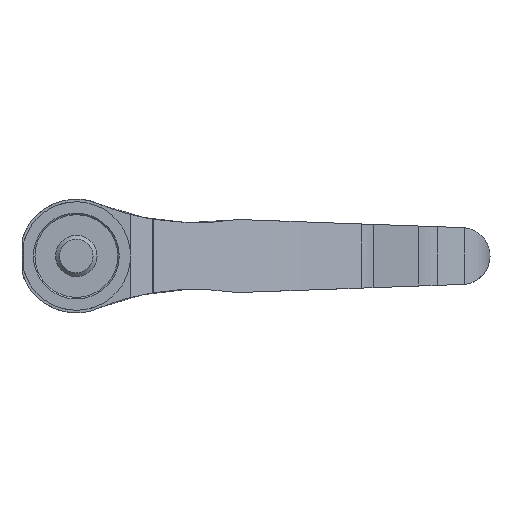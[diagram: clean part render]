
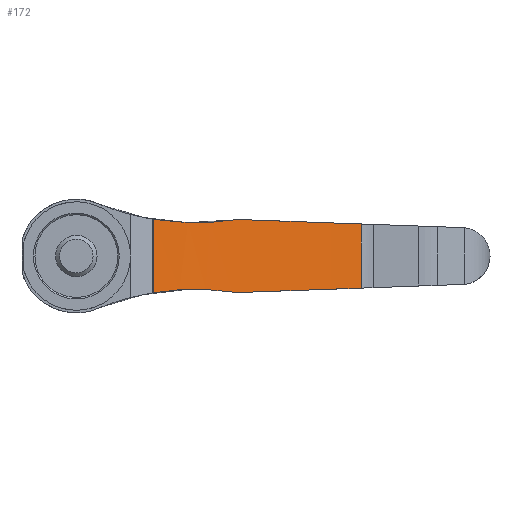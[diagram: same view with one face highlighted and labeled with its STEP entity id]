
A CAD part, front view. The second image highlights one B-rep face of the part: STEP entity #172.
In plain terms, the highlighted cylindrical face has radius 214.45 mm (diameter 428.9 mm), a partial arc.
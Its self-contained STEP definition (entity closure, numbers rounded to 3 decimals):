
#172 = ADVANCED_FACE( '', ( #360 ), #361, .F. );
#360 = FACE_OUTER_BOUND( '', #551, .T. );
#361 = CYLINDRICAL_SURFACE( '', #552, 214.45 );
#551 = EDGE_LOOP( '', ( #974, #975, #976, #977, #978, #979, #980, #981 ) );
#552 = AXIS2_PLACEMENT_3D( '', #982, #983, #984 );
#974 = ORIENTED_EDGE( '', *, *, #1189, .T. );
#975 = ORIENTED_EDGE( '', *, *, #1209, .T. );
#976 = ORIENTED_EDGE( '', *, *, #1227, .F. );
#977 = ORIENTED_EDGE( '', *, *, #1125, .T. );
#978 = ORIENTED_EDGE( '', *, *, #1185, .T. );
#979 = ORIENTED_EDGE( '', *, *, #1235, .F. );
#980 = ORIENTED_EDGE( '', *, *, #1065, .T. );
#981 = ORIENTED_EDGE( '', *, *, #1131, .F. );
#982 = CARTESIAN_POINT( '', ( 111.591, -165.123, 22. ) );
#983 = DIRECTION( '', ( 0., 0., 1. ) );
#984 = DIRECTION( '', ( -1., 0., 0. ) );
#1065 = EDGE_CURVE( '', #1249, #1250, #1251, .T. );
#1125 = EDGE_CURVE( '', #1354, #1352, #1355, .F. );
#1131 = EDGE_CURVE( '', #1363, #1250, #1365, .T. );
#1185 = EDGE_CURVE( '', #1352, #1444, #1445, .T. );
#1189 = EDGE_CURVE( '', #1363, #1450, #1451, .T. );
#1209 = EDGE_CURVE( '', #1450, #1475, #1477, .F. );
#1227 = EDGE_CURVE( '', #1354, #1475, #1500, .T. );
#1235 = EDGE_CURVE( '', #1249, #1444, #1509, .T. );
#1249 = VERTEX_POINT( '', #1523 );
#1250 = VERTEX_POINT( '', #1524 );
#1251 = LINE( '', #1525, #1526 );
#1352 = VERTEX_POINT( '', #1731 );
#1354 = VERTEX_POINT( '', #1734 );
#1355 = ELLIPSE( '', #1735, 214.59, 214.45 );
#1363 = VERTEX_POINT( '', #1744 );
#1365 = B_SPLINE_CURVE_WITH_KNOTS( '', 3, ( #1747, #1748, #1749, #1750, #1751, #1752 ), .UNSPECIFIED., .F., .F., ( 4, 2, 4 ), ( 0., 0.008, 0.017 ), .UNSPECIFIED. );
#1444 = VERTEX_POINT( '', #1939 );
#1445 = B_SPLINE_CURVE_WITH_KNOTS( '', 3, ( #1940, #1941, #1942, #1943 ), .UNSPECIFIED., .F., .F., ( 4, 4 ), ( 0., 0.002 ), .UNSPECIFIED. );
#1450 = VERTEX_POINT( '', #1952 );
#1451 = B_SPLINE_CURVE_WITH_KNOTS( '', 3, ( #1953, #1954, #1955, #1956 ), .UNSPECIFIED., .F., .F., ( 4, 4 ), ( 0., 0.002 ), .UNSPECIFIED. );
#1475 = VERTEX_POINT( '', #1992 );
#1477 = ELLIPSE( '', #1994, 214.59, 214.45 );
#1500 = LINE( '', #2070, #2071 );
#1509 = B_SPLINE_CURVE_WITH_KNOTS( '', 3, ( #2081, #2082, #2083, #2084, #2085, #2086 ), .UNSPECIFIED., .F., .F., ( 4, 2, 4 ), ( 0., 0.008, 0.017 ), .UNSPECIFIED. );
#1523 = CARTESIAN_POINT( '', ( 14.882, 26.283, 7.096 ) );
#1524 = CARTESIAN_POINT( '', ( 14.882, 26.283, -7.096 ) );
#1525 = CARTESIAN_POINT( '', ( 14.882, 26.283, 22. ) );
#1526 = VECTOR( '', #2136, 1000. );
#1731 = CARTESIAN_POINT( '', ( 31.648, 33.87, 7.049 ) );
#1734 = CARTESIAN_POINT( '', ( 55.114, 41.757, 6.201 ) );
#1735 = AXIS2_PLACEMENT_3D( '', #2219, #2220, #2221 );
#1744 = CARTESIAN_POINT( '', ( 30.179, 33.273, -6.967 ) );
#1747 = CARTESIAN_POINT( '', ( 30.179, 33.273, -6.967 ) );
#1748 = CARTESIAN_POINT( '', ( 27.581, 32.207, -6.579 ) );
#1749 = CARTESIAN_POINT( '', ( 25.008, 31.091, -6.407 ) );
#1750 = CARTESIAN_POINT( '', ( 19.909, 28.761, -6.457 ) );
#1751 = CARTESIAN_POINT( '', ( 17.383, 27.547, -6.68 ) );
#1752 = CARTESIAN_POINT( '', ( 14.882, 26.283, -7.096 ) );
#1939 = CARTESIAN_POINT( '', ( 30.179, 33.273, 6.967 ) );
#1940 = CARTESIAN_POINT( '', ( 31.648, 33.87, 7.049 ) );
#1941 = CARTESIAN_POINT( '', ( 31.156, 33.672, 7.067 ) );
#1942 = CARTESIAN_POINT( '', ( 30.666, 33.473, 7.039 ) );
#1943 = CARTESIAN_POINT( '', ( 30.179, 33.273, 6.967 ) );
#1952 = CARTESIAN_POINT( '', ( 31.648, 33.87, -7.049 ) );
#1953 = CARTESIAN_POINT( '', ( 30.179, 33.273, -6.967 ) );
#1954 = CARTESIAN_POINT( '', ( 30.666, 33.473, -7.039 ) );
#1955 = CARTESIAN_POINT( '', ( 31.156, 33.672, -7.067 ) );
#1956 = CARTESIAN_POINT( '', ( 31.648, 33.87, -7.049 ) );
#1992 = CARTESIAN_POINT( '', ( 55.114, 41.757, -6.201 ) );
#1994 = AXIS2_PLACEMENT_3D( '', #2332, #2333, #2334 );
#2070 = CARTESIAN_POINT( '', ( 55.114, 41.757, 22. ) );
#2071 = VECTOR( '', #2347, 1000. );
#2081 = CARTESIAN_POINT( '', ( 14.882, 26.283, 7.096 ) );
#2082 = CARTESIAN_POINT( '', ( 17.383, 27.547, 6.68 ) );
#2083 = CARTESIAN_POINT( '', ( 19.909, 28.761, 6.457 ) );
#2084 = CARTESIAN_POINT( '', ( 25.008, 31.091, 6.407 ) );
#2085 = CARTESIAN_POINT( '', ( 27.581, 32.207, 6.579 ) );
#2086 = CARTESIAN_POINT( '', ( 30.179, 33.273, 6.967 ) );
#2136 = DIRECTION( '', ( 0., 0., -1. ) );
#2219 = CARTESIAN_POINT( '', ( 111.591, -165.123, 4.159 ) );
#2220 = DIRECTION( '', ( -0.036, 0., -0.999 ) );
#2221 = DIRECTION( '', ( 0.999, 0., -0.036 ) );
#2332 = CARTESIAN_POINT( '', ( 111.591, -165.123, -4.159 ) );
#2333 = DIRECTION( '', ( -0.036, 0., 0.999 ) );
#2334 = DIRECTION( '', ( -0.999, 0., -0.036 ) );
#2347 = DIRECTION( '', ( 0., 0., -1. ) );
